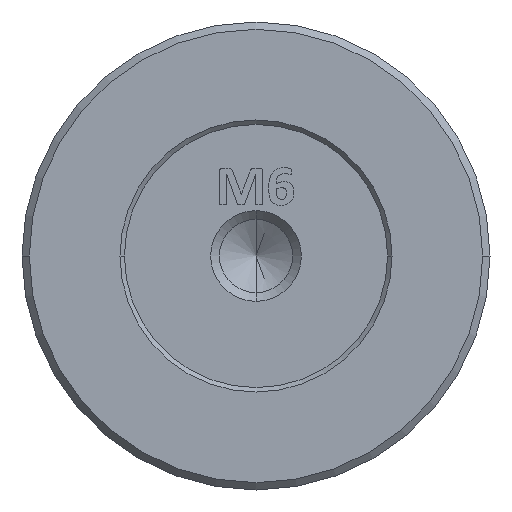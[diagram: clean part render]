
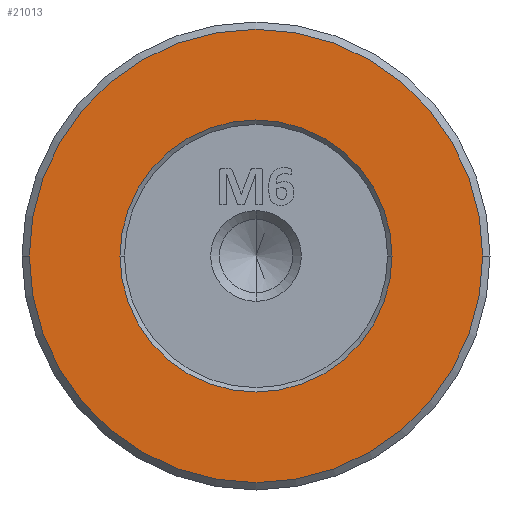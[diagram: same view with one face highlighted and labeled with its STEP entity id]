
A CAD part, left-side view. The second image highlights one B-rep face of the part: STEP entity #21013.
In plain terms, the highlighted planar face has unit normal (-1, 0, 0).
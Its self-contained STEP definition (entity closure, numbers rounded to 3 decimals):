
#264 = EDGE_CURVE ( 'NONE', #18054, #23020, #6853, .T. ) ;
#1194 = AXIS2_PLACEMENT_3D ( 'NONE', #6104, #3878, #22015 ) ;
#2548 = VERTEX_POINT ( 'NONE', #23503 ) ;
#2760 = ORIENTED_EDGE ( 'NONE', *, *, #10401, .T. ) ;
#3154 = EDGE_CURVE ( 'NONE', #8302, #2548, #10179, .T. ) ;
#3229 = CARTESIAN_POINT ( 'NONE',  ( -39.505, 24.074, -6.751 ) ) ;
#3706 = DIRECTION ( 'NONE',  ( -1., 0., 0. ) ) ;
#3878 = DIRECTION ( 'NONE',  ( -1., 0., 0. ) ) ;
#4111 = CARTESIAN_POINT ( 'NONE',  ( -39.505, -6.926, -6.751 ) ) ;
#4327 = FACE_BOUND ( 'NONE', #17887, .T. ) ;
#4465 = EDGE_CURVE ( 'NONE', #23020, #18054, #6042, .T. ) ;
#4752 = CARTESIAN_POINT ( 'NONE',  ( -39.505, 8.574, -6.751 ) ) ;
#5599 = ORIENTED_EDGE ( 'NONE', *, *, #3154, .T. ) ;
#5782 = DIRECTION ( 'NONE',  ( -1., 0., 0. ) ) ;
#6042 = CIRCLE ( 'NONE', #9849, 15.5 ) ;
#6104 = CARTESIAN_POINT ( 'NONE',  ( -39.505, 8.574, -6.751 ) ) ;
#6853 = CIRCLE ( 'NONE', #10660, 15.5 ) ;
#7564 = DIRECTION ( 'NONE',  ( 0., -1., 0. ) ) ;
#8302 = VERTEX_POINT ( 'NONE', #23580 ) ;
#8337 = DIRECTION ( 'NONE',  ( 1., 0., 0. ) ) ;
#9849 = AXIS2_PLACEMENT_3D ( 'NONE', #28827, #3706, #17679 ) ;
#10179 = CIRCLE ( 'NONE', #25354, 9.3 ) ;
#10401 = EDGE_CURVE ( 'NONE', #2548, #8302, #24537, .T. ) ;
#10660 = AXIS2_PLACEMENT_3D ( 'NONE', #4752, #5782, #7564 ) ;
#15049 = CARTESIAN_POINT ( 'NONE',  ( -39.505, 8.574, -6.751 ) ) ;
#17412 = FACE_OUTER_BOUND ( 'NONE', #27248, .T. ) ;
#17679 = DIRECTION ( 'NONE',  ( 0., -1., 0. ) ) ;
#17887 = EDGE_LOOP ( 'NONE', ( #2760, #5599 ) ) ;
#18054 = VERTEX_POINT ( 'NONE', #3229 ) ;
#19519 = DIRECTION ( 'NONE',  ( 1., 0., 0. ) ) ;
#19656 = ORIENTED_EDGE ( 'NONE', *, *, #4465, .T. ) ;
#20733 = AXIS2_PLACEMENT_3D ( 'NONE', #24394, #8337, #22319 ) ;
#21013 = ADVANCED_FACE ( 'NONE', ( #4327, #17412 ), #26454, .T. ) ;
#22015 = DIRECTION ( 'NONE',  ( 0., 1., 0. ) ) ;
#22319 = DIRECTION ( 'NONE',  ( 0., -1., 0. ) ) ;
#23020 = VERTEX_POINT ( 'NONE', #4111 ) ;
#23503 = CARTESIAN_POINT ( 'NONE',  ( -39.505, -0.726, -6.751 ) ) ;
#23580 = CARTESIAN_POINT ( 'NONE',  ( -39.505, 17.874, -6.751 ) ) ;
#23817 = ORIENTED_EDGE ( 'NONE', *, *, #264, .T. ) ;
#24115 = DIRECTION ( 'NONE',  ( 0., -1., 0. ) ) ;
#24394 = CARTESIAN_POINT ( 'NONE',  ( -39.505, 8.574, -6.751 ) ) ;
#24537 = CIRCLE ( 'NONE', #20733, 9.3 ) ;
#25354 = AXIS2_PLACEMENT_3D ( 'NONE', #15049, #19519, #24115 ) ;
#26454 = PLANE ( 'NONE',  #1194 ) ;
#27248 = EDGE_LOOP ( 'NONE', ( #23817, #19656 ) ) ;
#28827 = CARTESIAN_POINT ( 'NONE',  ( -39.505, 8.574, -6.751 ) ) ;
